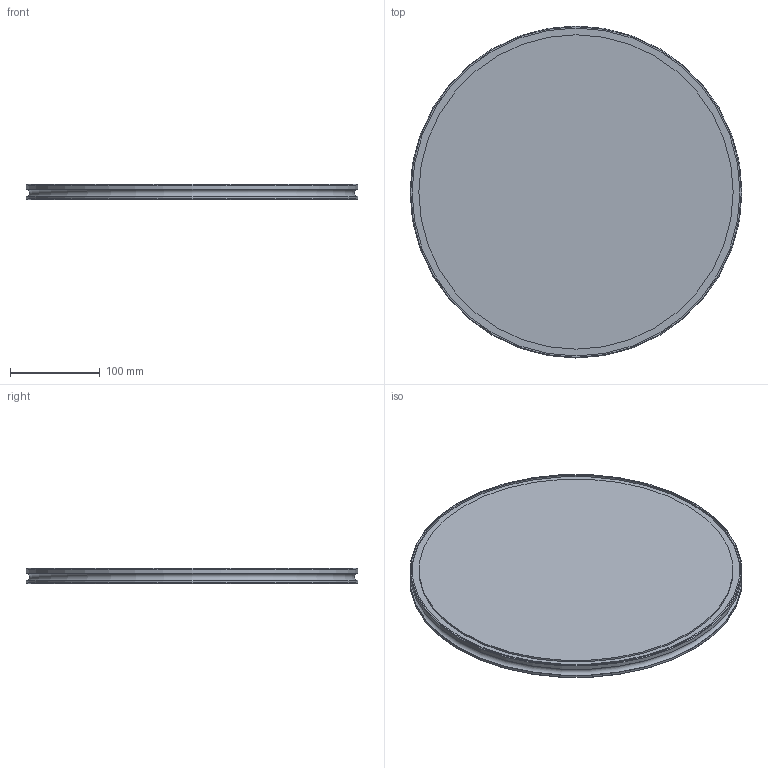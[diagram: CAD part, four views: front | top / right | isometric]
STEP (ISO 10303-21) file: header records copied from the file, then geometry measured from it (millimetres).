
FILE_DESCRIPTION (( 'STEP AP214' ), '1' );
FILE_NAME ('BP1ISOK320.STEP', '2024-05-27T13:08:53', ( '' ), ( '' ), 'SwSTEP 2.0', 'SolidWorks 2017', '' );
FILE_SCHEMA (( 'AUTOMOTIVE_DESIGN' ));
Length unit declared in the file: millimetre
Products named in the file (1): BP1ISOK320
Bounding box: 369.64 x 369.64 x 17 mm (x, y, z)
Volume: 1753283.9 mm3; surface area: 252582.1 mm2
Topology: 1 solids, 1 shells, 17 faces, 27 edges, 16 vertices
Faces by surface type: cylinder 6, plane 6, torus 3, cone 2
Full cylindrical faces by diameter (mm): 308 x1, 318 x1, 350 x1, 365 x1, 369.64 x2
Entity records: 368 total; most frequent: DIRECTION 68, CARTESIAN_POINT 50, AXIS2_PLACEMENT_3D 34, EDGE_LOOP 32, ORIENTED_EDGE 32, FACE_OUTER_BOUND 26, ADVANCED_FACE 17, CIRCLE 16
